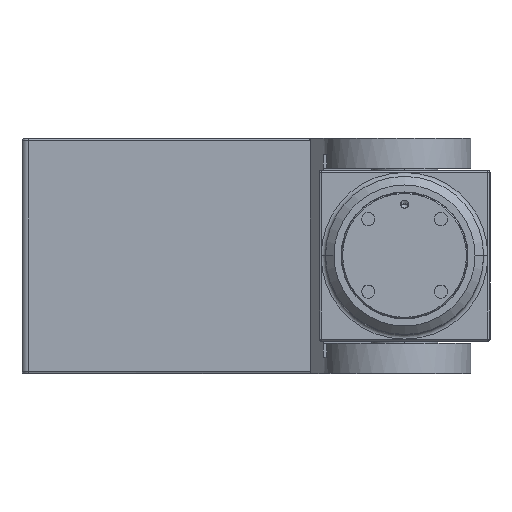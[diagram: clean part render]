
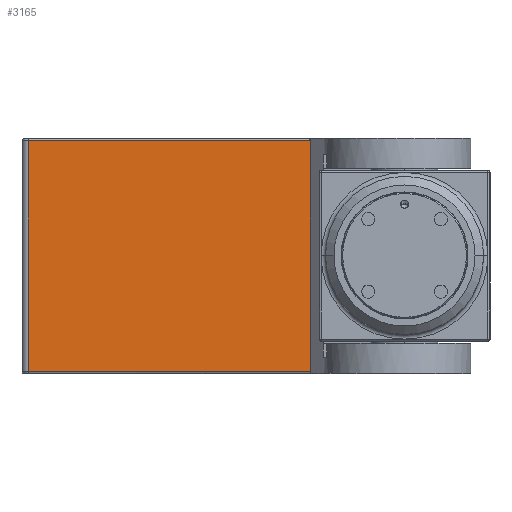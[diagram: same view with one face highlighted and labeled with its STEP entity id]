
A CAD part, top view. The second image highlights one B-rep face of the part: STEP entity #3165.
In plain terms, the highlighted planar face has unit normal (0, 0, 1).
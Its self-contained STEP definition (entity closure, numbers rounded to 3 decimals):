
#156 = VERTEX_POINT ( 'NONE', #12671 ) ;
#1414 = DIRECTION ( 'NONE',  ( -1., 0., 0. ) ) ;
#3165 = ADVANCED_FACE ( 'NONE', ( #9478 ), #13323, .F. ) ;
#4425 = CARTESIAN_POINT ( 'NONE',  ( 15., 27., -17.5 ) ) ;
#4755 = EDGE_CURVE ( 'NONE', #11861, #18750, #10947, .T. ) ;
#5737 = ORIENTED_EDGE ( 'NONE', *, *, #16329, .T. ) ;
#6227 = ORIENTED_EDGE ( 'NONE', *, *, #11046, .T. ) ;
#6314 = VECTOR ( 'NONE', #10866, 1000. ) ;
#6328 = ORIENTED_EDGE ( 'NONE', *, *, #4755, .F. ) ;
#6584 = VERTEX_POINT ( 'NONE', #10797 ) ;
#7690 = ORIENTED_EDGE ( 'NONE', *, *, #14065, .T. ) ;
#8518 = DIRECTION ( 'NONE',  ( 1., 0., 0. ) ) ;
#8577 = CARTESIAN_POINT ( 'NONE',  ( 15., -27., -17.5 ) ) ;
#8926 = DIRECTION ( 'NONE',  ( -1., 0., 0. ) ) ;
#8940 = VECTOR ( 'NONE', #1414, 1000. ) ;
#9398 = AXIS2_PLACEMENT_3D ( 'NONE', #10623, #12044, #8926 ) ;
#9478 = FACE_OUTER_BOUND ( 'NONE', #10439, .T. ) ;
#10439 = EDGE_LOOP ( 'NONE', ( #6227, #7690, #6328, #5737 ) ) ;
#10623 = CARTESIAN_POINT ( 'NONE',  ( -52.5, 27.5, -17.5 ) ) ;
#10797 = CARTESIAN_POINT ( 'NONE',  ( -51., 27., -17.5 ) ) ;
#10866 = DIRECTION ( 'NONE',  ( 0., -1., 0. ) ) ;
#10947 = LINE ( 'NONE', #13771, #18196 ) ;
#11002 = CARTESIAN_POINT ( 'NONE',  ( -51., 27.5, -17.5 ) ) ;
#11046 = EDGE_CURVE ( 'NONE', #6584, #156, #20332, .T. ) ;
#11861 = VERTEX_POINT ( 'NONE', #4425 ) ;
#12044 = DIRECTION ( 'NONE',  ( 0., 0., -1. ) ) ;
#12217 = DIRECTION ( 'NONE',  ( 0., -1., 0. ) ) ;
#12671 = CARTESIAN_POINT ( 'NONE',  ( -51., -27., -17.5 ) ) ;
#13323 = PLANE ( 'NONE',  #9398 ) ;
#13483 = LINE ( 'NONE', #20403, #8940 ) ;
#13539 = VECTOR ( 'NONE', #8518, 1000. ) ;
#13771 = CARTESIAN_POINT ( 'NONE',  ( 15., 27.5, -17.5 ) ) ;
#14065 = EDGE_CURVE ( 'NONE', #156, #18750, #17260, .T. ) ;
#16329 = EDGE_CURVE ( 'NONE', #11861, #6584, #13483, .T. ) ;
#16585 = CARTESIAN_POINT ( 'NONE',  ( -52.5, -27., -17.5 ) ) ;
#17260 = LINE ( 'NONE', #16585, #13539 ) ;
#18196 = VECTOR ( 'NONE', #12217, 1000. ) ;
#18750 = VERTEX_POINT ( 'NONE', #8577 ) ;
#20332 = LINE ( 'NONE', #11002, #6314 ) ;
#20403 = CARTESIAN_POINT ( 'NONE',  ( -51., 27., -17.5 ) ) ;
